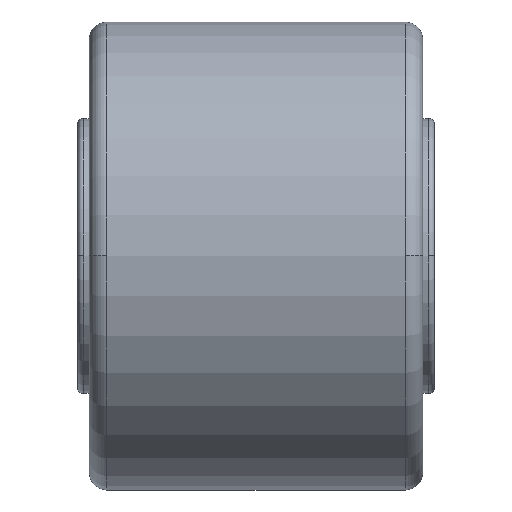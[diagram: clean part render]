
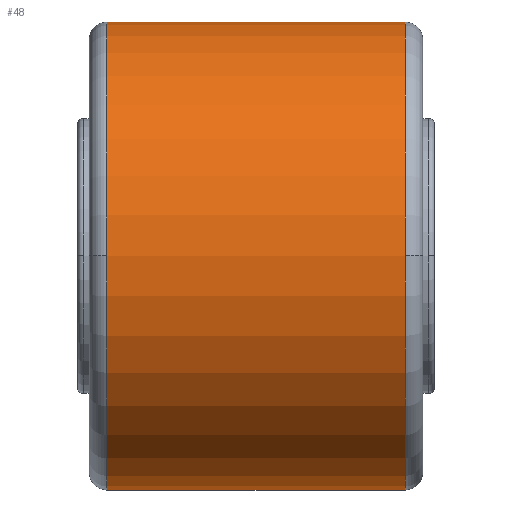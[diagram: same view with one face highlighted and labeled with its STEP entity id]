
A CAD part, top view. The second image highlights one B-rep face of the part: STEP entity #48.
In plain terms, the highlighted cylindrical face has radius 40 mm (diameter 80 mm), a partial arc.
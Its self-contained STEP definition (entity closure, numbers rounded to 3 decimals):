
#48=ADVANCED_FACE('',(#101),#102,.T.);
#101=FACE_OUTER_BOUND('',#215,.T.);
#102=CYLINDRICAL_SURFACE('',#216,40.0);
#215=EDGE_LOOP('',(#342,#343,#344,#345,#346,#347));
#216=AXIS2_PLACEMENT_3D('',#348,#349,#350);
#342=ORIENTED_EDGE('',*,*,#734,.F.);
#343=ORIENTED_EDGE('',*,*,#735,.T.);
#344=ORIENTED_EDGE('',*,*,#736,.T.);
#345=ORIENTED_EDGE('',*,*,#737,.F.);
#346=ORIENTED_EDGE('',*,*,#738,.F.);
#347=ORIENTED_EDGE('',*,*,#730,.F.);
#348=CARTESIAN_POINT('',(28.5,0.0,0.0));
#349=DIRECTION('',(1.0,0.0,0.0));
#350=DIRECTION('',(0.0,1.0,0.0));
#730=EDGE_CURVE('',#860,#862,#863,.T.);
#734=EDGE_CURVE('',#869,#860,#870,.T.);
#735=EDGE_CURVE('',#869,#871,#872,.T.);
#736=EDGE_CURVE('',#871,#873,#874,.T.);
#737=EDGE_CURVE('',#875,#873,#876,.T.);
#738=EDGE_CURVE('',#862,#875,#877,.T.);
#860=VERTEX_POINT('',#1074);
#862=VERTEX_POINT('',#1076);
#863=CIRCLE('',#1077,40.0);
#869=VERTEX_POINT('',#1083);
#870=LINE('',#1084,#1085);
#871=VERTEX_POINT('',#1086);
#872=CIRCLE('',#1087,40.0);
#873=VERTEX_POINT('',#1088);
#874=CIRCLE('',#1089,40.0);
#875=VERTEX_POINT('',#1090);
#876=LINE('',#1091,#1092);
#877=CIRCLE('',#1093,40.0);
#1074=CARTESIAN_POINT('',(54.0,40.0,0.0));
#1076=CARTESIAN_POINT('',(54.0,0.,40.0));
#1077=AXIS2_PLACEMENT_3D('',#1308,#1309,#1310);
#1083=CARTESIAN_POINT('',(3.0,40.0,0.0));
#1084=CARTESIAN_POINT('',(28.5,40.0,0.));
#1085=VECTOR('',#1320,1.0);
#1086=CARTESIAN_POINT('',(3.0,0.,40.0));
#1087=AXIS2_PLACEMENT_3D('',#1321,#1322,#1323);
#1088=CARTESIAN_POINT('',(3.0,-40.0,0.));
#1089=AXIS2_PLACEMENT_3D('',#1324,#1325,#1326);
#1090=CARTESIAN_POINT('',(54.0,-40.0,0.));
#1091=CARTESIAN_POINT('',(28.5,-40.0,0.));
#1092=VECTOR('',#1327,1.0);
#1093=AXIS2_PLACEMENT_3D('',#1328,#1329,#1330);
#1308=CARTESIAN_POINT('',(54.0,0.0,0.0));
#1309=DIRECTION('',(1.0,0.0,0.0));
#1310=DIRECTION('',(0.0,1.0,0.0));
#1320=DIRECTION('',(1.0,0.0,0.0));
#1321=CARTESIAN_POINT('',(3.0,0.0,0.0));
#1322=DIRECTION('',(1.0,0.0,0.0));
#1323=DIRECTION('',(0.0,1.0,0.0));
#1324=CARTESIAN_POINT('',(3.0,0.0,0.0));
#1325=DIRECTION('',(1.0,0.0,0.0));
#1326=DIRECTION('',(0.0,1.0,0.0));
#1327=DIRECTION('',(-1.0,-0.0,-0.0));
#1328=CARTESIAN_POINT('',(54.0,0.0,0.0));
#1329=DIRECTION('',(1.0,0.0,0.0));
#1330=DIRECTION('',(0.0,1.0,0.0));
